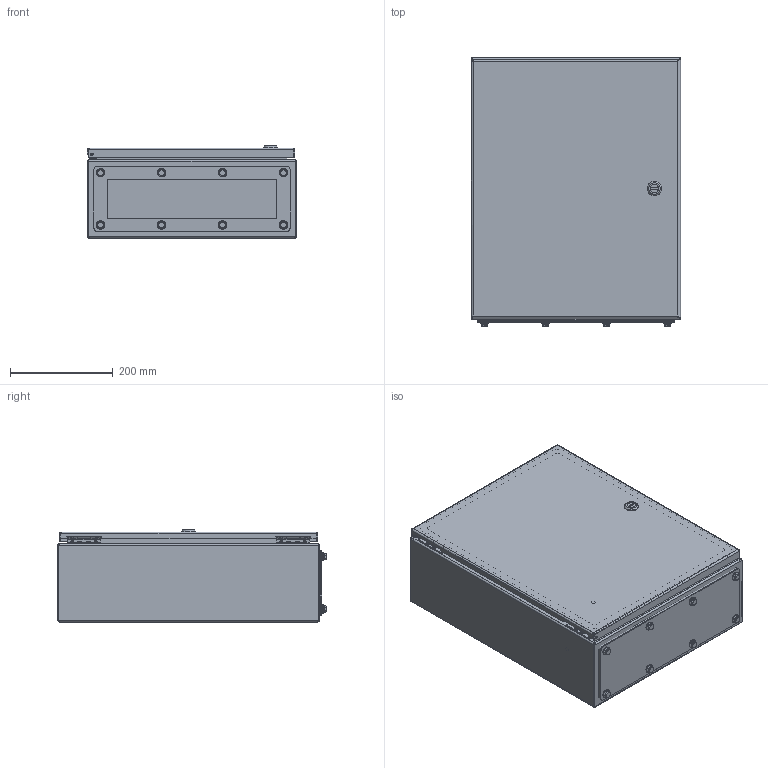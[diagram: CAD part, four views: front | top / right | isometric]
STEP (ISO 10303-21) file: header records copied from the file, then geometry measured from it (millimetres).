
FILE_DESCRIPTION (( 'STEP AP214' ), '1' );
FILE_NAME ('N412201606CGP.STEP', '2023-07-25T17:42:09', ( '' ), ( '' ), 'SwSTEP 2.0', 'SolidWorks 2021', '' );
FILE_SCHEMA (( 'AUTOMOTIVE_DESIGN' ));
Length unit declared in the file: inch
Products named in the file (1): N412201606CGP
Bounding box: 406.4 x 521.2 x 178.91 mm (x, y, z)
Volume: 1849392.5 mm3; surface area: 1782713.3 mm2
Topology: 72 solids, 72 shells, 2038 faces, 4789 edges, 2918 vertices
Faces by surface type: plane 796, cylinder 625, cone 365, bspline 214, torus 34, sphere 4
Full cylindrical faces by diameter (mm): 2.362 x4, 3.317 x68, 3.5 x4, 3.962 x2, 4.064 x8, 4.166 x68, 4.25 x4, 4.572 x6, 4.775 x6, 5 x1, 5.359 x8, 5.969 x8, 6 x1, 6.35 x18, 6.502 x4, 6.985 x8, 7.137 x24, 7.366 x8, 8.128 x4, 8.382 x8, 8.56 x2, 8.89 x6, 9.144 x4, 9.9 x1, 10 x2, 10.2 x1, 11.05 x1, 11.112 x4, 11.125 x8, 12.8 x1
Entity records: 66301 total; most frequent: CARTESIAN_POINT 24214, DIRECTION 8165, ORIENTED_EDGE 7826, EDGE_CURVE 3913, AXIS2_PLACEMENT_3D 3236, EDGE_LOOP 2835, VERTEX_POINT 2638, FACE_OUTER_BOUND 2397
